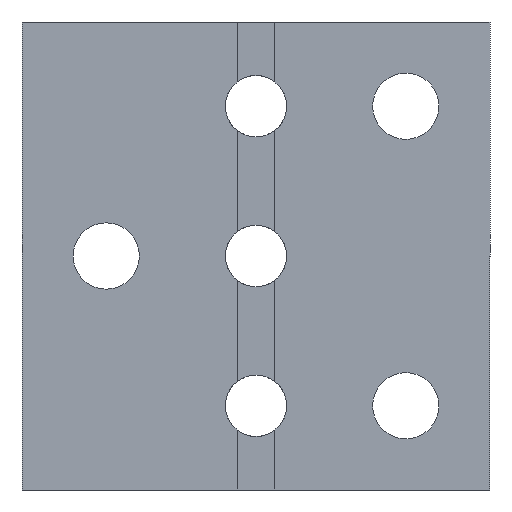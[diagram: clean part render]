
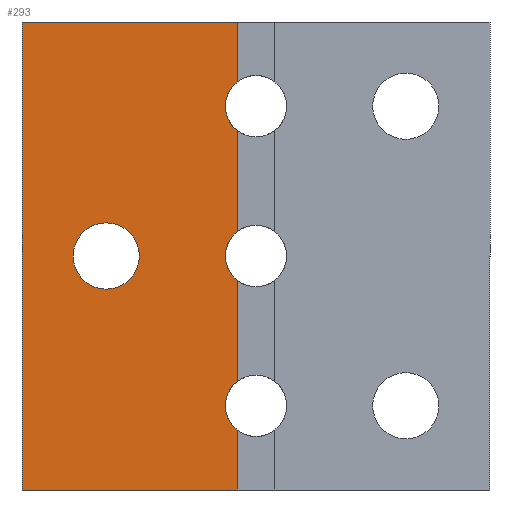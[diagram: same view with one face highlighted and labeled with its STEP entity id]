
A CAD part, left-side view. The second image highlights one B-rep face of the part: STEP entity #293.
In plain terms, the highlighted planar face has unit normal (-1, 0, 0).
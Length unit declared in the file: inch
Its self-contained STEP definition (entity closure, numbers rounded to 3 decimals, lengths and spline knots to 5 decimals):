
#2 = CIRCLE ( 'NONE', #1172, 0.0885 ) ;
#3 = LINE ( 'NONE', #632, #4 ) ;
#4 = VECTOR ( 'NONE', #611, 39.37008 ) ;
#6 = LINE ( 'NONE', #787, #9 ) ;
#9 = VECTOR ( 'NONE', #763, 39.37008 ) ;
#30 = EDGE_CURVE ( 'NONE', #322, #71, #420, .T. ) ;
#32 = EDGE_CURVE ( 'NONE', #330, #322, #425, .T. ) ;
#70 = VERTEX_POINT ( 'NONE', #972 ) ;
#71 = VERTEX_POINT ( 'NONE', #971 ) ;
#78 = VERTEX_POINT ( 'NONE', #964 ) ;
#89 = VERTEX_POINT ( 'NONE', #962 ) ;
#96 = EDGE_LOOP ( 'NONE', ( #674, #673 ) ) ;
#169 = AXIS2_PLACEMENT_3D ( 'NONE', #908, #1077, #872 ) ;
#179 = AXIS2_PLACEMENT_3D ( 'NONE', #896, #892, #1133 ) ;
#183 = AXIS2_PLACEMENT_3D ( 'NONE', #922, #888, #917 ) ;
#187 = CIRCLE ( 'NONE', #1232, 0.0885 ) ;
#246 = CIRCLE ( 'NONE', #179, 0.082 ) ;
#254 = LINE ( 'NONE', #901, #1244 ) ;
#257 = AXIS2_PLACEMENT_3D ( 'NONE', #841, #845, #847 ) ;
#293 = ADVANCED_FACE ( 'NONE', ( #483, #485 ), #910, .F. ) ;
#308 = VERTEX_POINT ( 'NONE', #867 ) ;
#309 = VERTEX_POINT ( 'NONE', #1163 ) ;
#311 = VERTEX_POINT ( 'NONE', #1003 ) ;
#319 = VERTEX_POINT ( 'NONE', #827 ) ;
#320 = VERTEX_POINT ( 'NONE', #918 ) ;
#322 = VERTEX_POINT ( 'NONE', #1082 ) ;
#330 = VERTEX_POINT ( 'NONE', #812 ) ;
#343 = EDGE_CURVE ( 'NONE', #1216, #309, #187, .T. ) ;
#420 = LINE ( 'NONE', #1124, #421 ) ;
#421 = VECTOR ( 'NONE', #933, 39.37008 ) ;
#425 = LINE ( 'NONE', #878, #426 ) ;
#426 = VECTOR ( 'NONE', #954, 39.37008 ) ;
#483 = FACE_BOUND ( 'NONE', #96, .T. ) ;
#485 = FACE_OUTER_BOUND ( 'NONE', #493, .T. ) ;
#493 = EDGE_LOOP ( 'NONE', ( #672, #670, #669, #668, #666, #665, #664, #663, #659, #658 ) ) ;
#571 = EDGE_CURVE ( 'NONE', #89, #308, #246, .T. ) ;
#572 = EDGE_CURVE ( 'NONE', #308, #78, #254, .T. ) ;
#573 = EDGE_CURVE ( 'NONE', #70, #71, #1246, .T. ) ;
#574 = EDGE_CURVE ( 'NONE', #319, #311, #1245, .T. ) ;
#575 = EDGE_CURVE ( 'NONE', #311, #89, #1248, .T. ) ;
#581 = EDGE_CURVE ( 'NONE', #78, #70, #1249, .T. ) ;
#611 = DIRECTION ( 'NONE',  ( 0., 1., 0. ) ) ;
#632 = CARTESIAN_POINT ( 'NONE',  ( -0.12, -0.625, -0.625 ) ) ;
#658 = ORIENTED_EDGE ( 'NONE', *, *, #32, .F. ) ;
#659 = ORIENTED_EDGE ( 'NONE', *, *, #30, .F. ) ;
#663 = ORIENTED_EDGE ( 'NONE', *, *, #573, .T. ) ;
#664 = ORIENTED_EDGE ( 'NONE', *, *, #581, .T. ) ;
#665 = ORIENTED_EDGE ( 'NONE', *, *, #572, .T. ) ;
#666 = ORIENTED_EDGE ( 'NONE', *, *, #571, .T. ) ;
#668 = ORIENTED_EDGE ( 'NONE', *, *, #575, .T. ) ;
#669 = ORIENTED_EDGE ( 'NONE', *, *, #574, .T. ) ;
#670 = ORIENTED_EDGE ( 'NONE', *, *, #739, .T. ) ;
#672 = ORIENTED_EDGE ( 'NONE', *, *, #736, .F. ) ;
#673 = ORIENTED_EDGE ( 'NONE', *, *, #343, .T. ) ;
#674 = ORIENTED_EDGE ( 'NONE', *, *, #737, .T. ) ;
#736 = EDGE_CURVE ( 'NONE', #320, #330, #3, .T. ) ;
#737 = EDGE_CURVE ( 'NONE', #309, #1216, #2, .T. ) ;
#739 = EDGE_CURVE ( 'NONE', #320, #319, #6, .T. ) ;
#763 = DIRECTION ( 'NONE',  ( 0., 0., 1. ) ) ;
#776 = CARTESIAN_POINT ( 'NONE',  ( -0.12, 0.4, 0.0885 ) ) ;
#783 = DIRECTION ( 'NONE',  ( 0., 0., -1. ) ) ;
#785 = DIRECTION ( 'NONE',  ( 1., 0., 0. ) ) ;
#786 = CARTESIAN_POINT ( 'NONE',  ( -0.12, 0.4, 0. ) ) ;
#787 = CARTESIAN_POINT ( 'NONE',  ( -0.12, 0.05, -0.625 ) ) ;
#812 = CARTESIAN_POINT ( 'NONE',  ( -0.12, 0.625, -0.625 ) ) ;
#827 = CARTESIAN_POINT ( 'NONE',  ( -0.12, 0.05, -0.46499 ) ) ;
#841 = CARTESIAN_POINT ( 'NONE',  ( -0.12, 0., 0.4 ) ) ;
#845 = DIRECTION ( 'NONE',  ( 1., 0., 0. ) ) ;
#847 = DIRECTION ( 'NONE',  ( 0., 0., -1. ) ) ;
#867 = CARTESIAN_POINT ( 'NONE',  ( -0.12, 0.05, 0.06499 ) ) ;
#872 = DIRECTION ( 'NONE',  ( 0., 0., -1. ) ) ;
#878 = CARTESIAN_POINT ( 'NONE',  ( -0.12, 0.625, -0.625 ) ) ;
#888 = DIRECTION ( 'NONE',  ( 1., 0., 0. ) ) ;
#892 = DIRECTION ( 'NONE',  ( 1., 0., 0. ) ) ;
#895 = DIRECTION ( 'NONE',  ( 0., 0., 1. ) ) ;
#896 = CARTESIAN_POINT ( 'NONE',  ( -0.12, 0., 0. ) ) ;
#901 = CARTESIAN_POINT ( 'NONE',  ( -0.12, 0.05, -0.625 ) ) ;
#908 = CARTESIAN_POINT ( 'NONE',  ( -0.12, 0.625, 0.625 ) ) ;
#910 = PLANE ( 'NONE',  #169 ) ;
#912 = CARTESIAN_POINT ( 'NONE',  ( -0.12, 0.05, -0.625 ) ) ;
#917 = DIRECTION ( 'NONE',  ( 0., 0., -1. ) ) ;
#918 = CARTESIAN_POINT ( 'NONE',  ( -0.12, 0.05, -0.625 ) ) ;
#922 = CARTESIAN_POINT ( 'NONE',  ( -0.12, 0., -0.4 ) ) ;
#933 = DIRECTION ( 'NONE',  ( 0., -1., 0. ) ) ;
#954 = DIRECTION ( 'NONE',  ( 0., 0., 1. ) ) ;
#962 = CARTESIAN_POINT ( 'NONE',  ( -0.12, 0.05, -0.06499 ) ) ;
#964 = CARTESIAN_POINT ( 'NONE',  ( -0.12, 0.05, 0.33501 ) ) ;
#971 = CARTESIAN_POINT ( 'NONE',  ( -0.12, 0.05, 0.625 ) ) ;
#972 = CARTESIAN_POINT ( 'NONE',  ( -0.12, 0.05, 0.46499 ) ) ;
#1003 = CARTESIAN_POINT ( 'NONE',  ( -0.12, 0.05, -0.33501 ) ) ;
#1060 = DIRECTION ( 'NONE',  ( 0., 0., -1. ) ) ;
#1071 = CARTESIAN_POINT ( 'NONE',  ( -0.12, 0.4, 0. ) ) ;
#1077 = DIRECTION ( 'NONE',  ( 1., 0., 0. ) ) ;
#1082 = CARTESIAN_POINT ( 'NONE',  ( -0.12, 0.625, 0.625 ) ) ;
#1094 = CARTESIAN_POINT ( 'NONE',  ( -0.12, 0.05, -0.625 ) ) ;
#1114 = DIRECTION ( 'NONE',  ( 1., 0., 0. ) ) ;
#1124 = CARTESIAN_POINT ( 'NONE',  ( -0.12, -0.625, 0.625 ) ) ;
#1133 = DIRECTION ( 'NONE',  ( 0., 0., -1. ) ) ;
#1149 = DIRECTION ( 'NONE',  ( 0., 0., 1. ) ) ;
#1160 = DIRECTION ( 'NONE',  ( 0., 0., 1. ) ) ;
#1163 = CARTESIAN_POINT ( 'NONE',  ( -0.12, 0.4, -0.0885 ) ) ;
#1172 = AXIS2_PLACEMENT_3D ( 'NONE', #786, #785, #783 ) ;
#1216 = VERTEX_POINT ( 'NONE', #776 ) ;
#1232 = AXIS2_PLACEMENT_3D ( 'NONE', #1071, #1114, #1060 ) ;
#1244 = VECTOR ( 'NONE', #1149, 39.37008 ) ;
#1245 = CIRCLE ( 'NONE', #183, 0.082 ) ;
#1246 = LINE ( 'NONE', #912, #1247 ) ;
#1247 = VECTOR ( 'NONE', #895, 39.37008 ) ;
#1248 = LINE ( 'NONE', #1094, #1250 ) ;
#1249 = CIRCLE ( 'NONE', #257, 0.082 ) ;
#1250 = VECTOR ( 'NONE', #1160, 39.37008 ) ;
